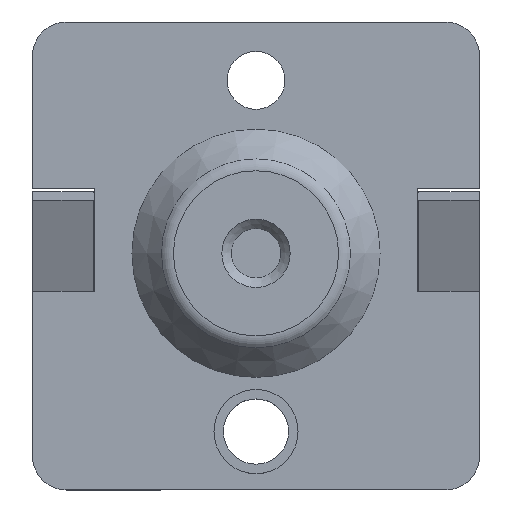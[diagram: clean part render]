
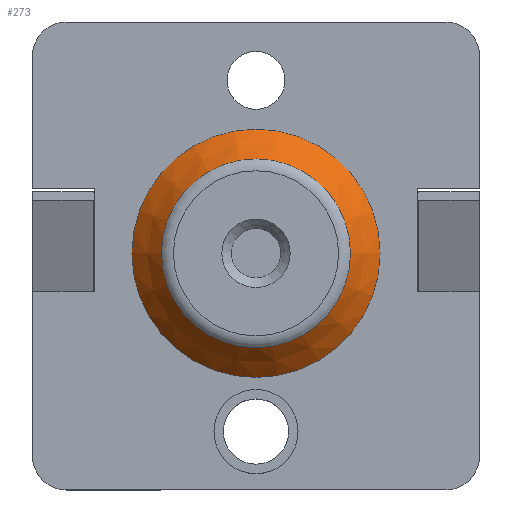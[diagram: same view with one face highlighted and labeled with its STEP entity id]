
A CAD part, top view. The second image highlights one B-rep face of the part: STEP entity #273.
In plain terms, the highlighted conical face has half-angle 41.508 degrees and reference radius 2.997 mm.
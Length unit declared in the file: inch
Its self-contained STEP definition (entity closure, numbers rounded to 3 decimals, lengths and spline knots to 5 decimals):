
#96 = DIRECTION ( 'NONE',  ( -1., 0., 0. ) ) ;
#98 = CARTESIAN_POINT ( 'NONE',  ( 0., 0.225, 0.05194 ) ) ;
#137 = AXIS2_PLACEMENT_3D ( 'NONE', #98, #255, #330 ) ;
#165 = AXIS2_PLACEMENT_3D ( 'NONE', #982, #297, #96 ) ;
#196 = DIRECTION ( 'NONE',  ( 1., 0., 0. ) ) ;
#199 = DIRECTION ( 'NONE',  ( 0., 0., 1. ) ) ;
#205 = CARTESIAN_POINT ( 'NONE',  ( 0., 0.225, 0.02 ) ) ;
#228 = ORIENTED_EDGE ( 'NONE', *, *, #785, .T. ) ;
#243 = VERTEX_POINT ( 'NONE', #373 ) ;
#255 = DIRECTION ( 'NONE',  ( 0., 0., -1. ) ) ;
#273 = ADVANCED_FACE ( 'NONE', ( #1115, #1099 ), #1233, .T. ) ;
#297 = DIRECTION ( 'NONE',  ( 0., 0., -1. ) ) ;
#330 = DIRECTION ( 'NONE',  ( -1., 0., 0. ) ) ;
#373 = CARTESIAN_POINT ( 'NONE',  ( 0.118, 0.225, 0.02 ) ) ;
#388 = EDGE_CURVE ( 'NONE', #641, #641, #1005, .T. ) ;
#398 = ORIENTED_EDGE ( 'NONE', *, *, #388, .T. ) ;
#437 = EDGE_LOOP ( 'NONE', ( #398 ) ) ;
#440 = CARTESIAN_POINT ( 'NONE',  ( -0.08973, 0.225, 0.05194 ) ) ;
#641 = VERTEX_POINT ( 'NONE', #440 ) ;
#785 = EDGE_CURVE ( 'NONE', #243, #243, #1073, .T. ) ;
#807 = EDGE_LOOP ( 'NONE', ( #228 ) ) ;
#982 = CARTESIAN_POINT ( 'NONE',  ( 0., 0.225, 0.02 ) ) ;
#1005 = CIRCLE ( 'NONE', #137, 0.08973 ) ;
#1073 = CIRCLE ( 'NONE', #1124, 0.118 ) ;
#1099 = FACE_OUTER_BOUND ( 'NONE', #807, .T. ) ;
#1115 = FACE_BOUND ( 'NONE', #437, .T. ) ;
#1124 = AXIS2_PLACEMENT_3D ( 'NONE', #205, #199, #196 ) ;
#1233 = CONICAL_SURFACE ( 'NONE', #165, 0.118, 0.724 ) ;
